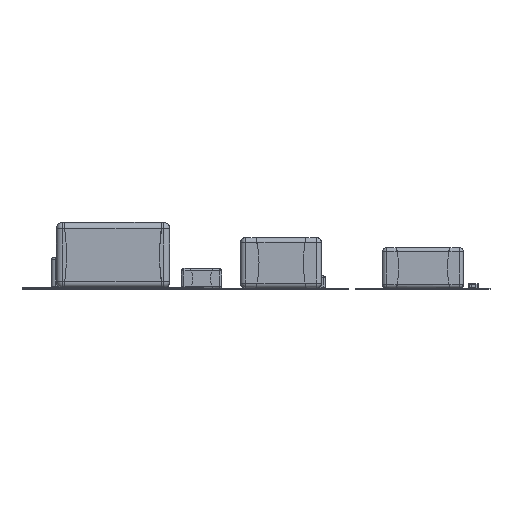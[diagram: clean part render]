
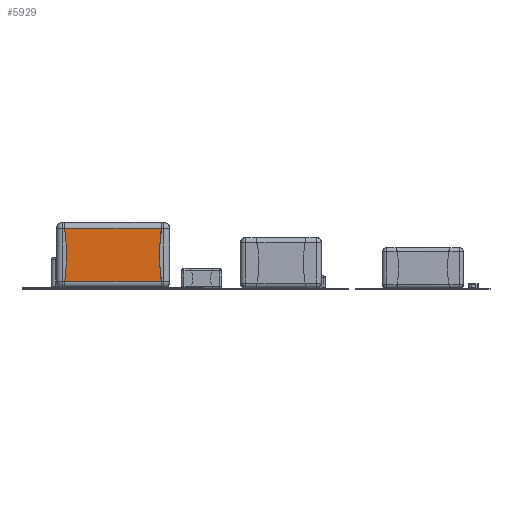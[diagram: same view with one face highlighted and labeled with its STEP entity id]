
A CAD part, top view. The second image highlights one B-rep face of the part: STEP entity #5929.
In plain terms, the highlighted planar face has unit normal (0, 0, 1).
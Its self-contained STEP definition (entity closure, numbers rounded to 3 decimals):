
#172 = CIRCLE ( 'NONE', #9371, 8. ) ;
#1729 = DIRECTION ( 'NONE',  ( 1., 0., 0. ) ) ;
#3544 = CARTESIAN_POINT ( 'NONE',  ( -1.95, 2.62, 1.6 ) ) ;
#4354 = CARTESIAN_POINT ( 'NONE',  ( -1.913, 0.27, 1.6 ) ) ;
#4588 = DIRECTION ( 'NONE',  ( 1., 0., 0. ) ) ;
#5871 = FACE_OUTER_BOUND ( 'NONE', #13678, .T. ) ;
#5929 = ADVANCED_FACE ( 'NONE', ( #5871 ), #26486, .F. ) ;
#6906 = CARTESIAN_POINT ( 'NONE',  ( 1.913, 2.37, 1.6 ) ) ;
#7294 = AXIS2_PLACEMENT_3D ( 'NONE', #32116, #26762, #31896 ) ;
#7883 = DIRECTION ( 'NONE',  ( 0., 0., 1. ) ) ;
#9371 = AXIS2_PLACEMENT_3D ( 'NONE', #27110, #32835, #18801 ) ;
#9996 = CARTESIAN_POINT ( 'NONE',  ( -1.844, 1.32, 1.6 ) ) ;
#10413 = EDGE_CURVE ( 'NONE', #21835, #28297, #12385, .T. ) ;
#11572 = CARTESIAN_POINT ( 'NONE',  ( 1.913, 0.27, 1.6 ) ) ;
#12385 = LINE ( 'NONE', #24718, #13612 ) ;
#13612 = VECTOR ( 'NONE', #30282, 1000. ) ;
#13678 = EDGE_LOOP ( 'NONE', ( #21598, #36191, #29118, #20144, #14515 ) ) ;
#14336 = CIRCLE ( 'NONE', #33967, 8. ) ;
#14515 = ORIENTED_EDGE ( 'NONE', *, *, #31306, .T. ) ;
#14734 = EDGE_CURVE ( 'NONE', #28099, #21835, #172, .T. ) ;
#15298 = DIRECTION ( 'NONE',  ( 0., 0., -1. ) ) ;
#16022 = VECTOR ( 'NONE', #4588, 1000. ) ;
#18801 = DIRECTION ( 'NONE',  ( 1., 0., 0. ) ) ;
#18985 = EDGE_CURVE ( 'NONE', #22362, #32139, #29467, .T. ) ;
#20144 = ORIENTED_EDGE ( 'NONE', *, *, #18985, .F. ) ;
#21325 = CARTESIAN_POINT ( 'NONE',  ( -1.95, 0.27, 1.6 ) ) ;
#21598 = ORIENTED_EDGE ( 'NONE', *, *, #14734, .T. ) ;
#21835 = VERTEX_POINT ( 'NONE', #6906 ) ;
#22362 = VERTEX_POINT ( 'NONE', #4354 ) ;
#23811 = CARTESIAN_POINT ( 'NONE',  ( -1.913, 2.37, 1.6 ) ) ;
#24718 = CARTESIAN_POINT ( 'NONE',  ( -1.95, 2.37, 1.6 ) ) ;
#26486 = PLANE ( 'NONE',  #28983 ) ;
#26762 = DIRECTION ( 'NONE',  ( 0., 0., 1. ) ) ;
#27110 = CARTESIAN_POINT ( 'NONE',  ( 9.844, 1.32, 1.6 ) ) ;
#27905 = EDGE_CURVE ( 'NONE', #32139, #28297, #14336, .T. ) ;
#28099 = VERTEX_POINT ( 'NONE', #11572 ) ;
#28297 = VERTEX_POINT ( 'NONE', #23811 ) ;
#28983 = AXIS2_PLACEMENT_3D ( 'NONE', #3544, #15298, #35858 ) ;
#29118 = ORIENTED_EDGE ( 'NONE', *, *, #27905, .F. ) ;
#29467 = CIRCLE ( 'NONE', #7294, 8. ) ;
#30282 = DIRECTION ( 'NONE',  ( -1., 0., 0. ) ) ;
#30937 = LINE ( 'NONE', #21325, #16022 ) ;
#31306 = EDGE_CURVE ( 'NONE', #22362, #28099, #30937, .T. ) ;
#31896 = DIRECTION ( 'NONE',  ( 1., 0., 0. ) ) ;
#32116 = CARTESIAN_POINT ( 'NONE',  ( -9.844, 1.32, 1.6 ) ) ;
#32139 = VERTEX_POINT ( 'NONE', #9996 ) ;
#32835 = DIRECTION ( 'NONE',  ( 0., 0., -1. ) ) ;
#33967 = AXIS2_PLACEMENT_3D ( 'NONE', #34265, #7883, #1729 ) ;
#34265 = CARTESIAN_POINT ( 'NONE',  ( -9.844, 1.32, 1.6 ) ) ;
#35858 = DIRECTION ( 'NONE',  ( -1., 0., 0. ) ) ;
#36191 = ORIENTED_EDGE ( 'NONE', *, *, #10413, .T. ) ;
